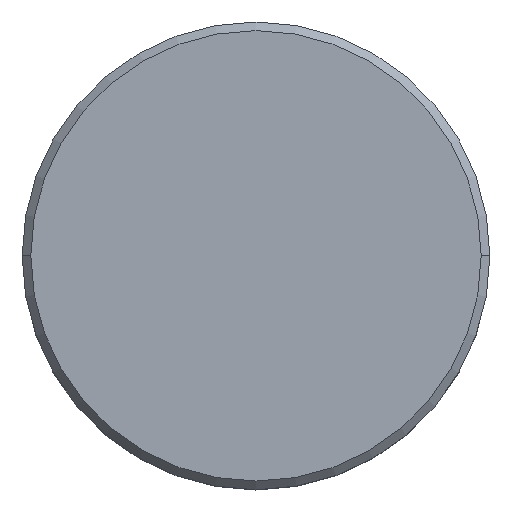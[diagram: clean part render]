
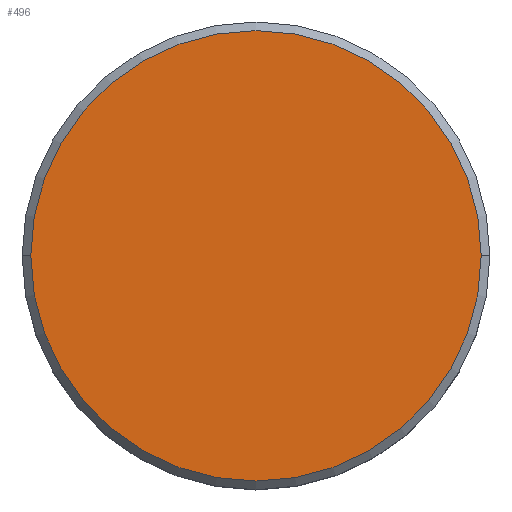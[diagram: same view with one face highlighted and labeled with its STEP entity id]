
A CAD part, top view. The second image highlights one B-rep face of the part: STEP entity #496.
In plain terms, the highlighted planar face has unit normal (0, 0, 1).
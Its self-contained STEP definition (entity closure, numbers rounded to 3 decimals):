
#36 = VERTEX_POINT ( 'NONE', #206 ) ;
#44 = CARTESIAN_POINT ( 'NONE',  ( 0., 0., 0. ) ) ;
#47 = ORIENTED_EDGE ( 'NONE', *, *, #360, .T. ) ;
#49 = CARTESIAN_POINT ( 'NONE',  ( 0., 0., 0. ) ) ;
#141 = AXIS2_PLACEMENT_3D ( 'NONE', #463, #553, #192 ) ;
#161 = CIRCLE ( 'NONE', #290, 13. ) ;
#185 = DIRECTION ( 'NONE',  ( 1., 0., 0. ) ) ;
#192 = DIRECTION ( 'NONE',  ( 1., 0., 0. ) ) ;
#206 = CARTESIAN_POINT ( 'NONE',  ( 13., 0., 0. ) ) ;
#230 = DIRECTION ( 'NONE',  ( 0., 0., 1. ) ) ;
#235 = ORIENTED_EDGE ( 'NONE', *, *, #537, .T. ) ;
#236 = FACE_OUTER_BOUND ( 'NONE', #395, .T. ) ;
#241 = PLANE ( 'NONE',  #141 ) ;
#290 = AXIS2_PLACEMENT_3D ( 'NONE', #44, #321, #500 ) ;
#321 = DIRECTION ( 'NONE',  ( 0., 0., 1. ) ) ;
#348 = CIRCLE ( 'NONE', #455, 13. ) ;
#354 = VERTEX_POINT ( 'NONE', #397 ) ;
#360 = EDGE_CURVE ( 'NONE', #36, #354, #161, .T. ) ;
#395 = EDGE_LOOP ( 'NONE', ( #235, #47 ) ) ;
#397 = CARTESIAN_POINT ( 'NONE',  ( -13., 0., 0. ) ) ;
#455 = AXIS2_PLACEMENT_3D ( 'NONE', #49, #230, #185 ) ;
#463 = CARTESIAN_POINT ( 'NONE',  ( 0., 0., 0. ) ) ;
#496 = ADVANCED_FACE ( 'NONE', ( #236 ), #241, .T. ) ;
#500 = DIRECTION ( 'NONE',  ( 1., 0., 0. ) ) ;
#537 = EDGE_CURVE ( 'NONE', #354, #36, #348, .T. ) ;
#553 = DIRECTION ( 'NONE',  ( 0., 0., 1. ) ) ;
